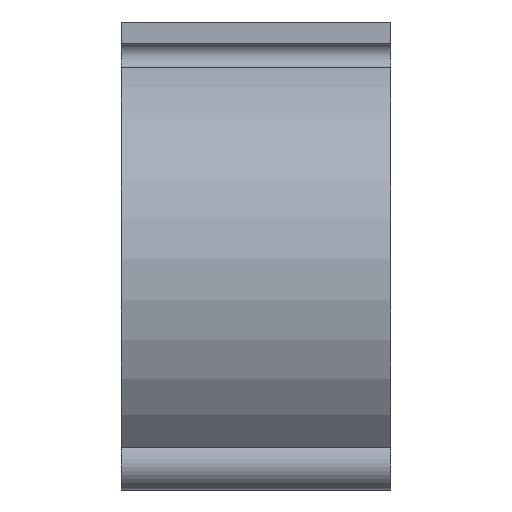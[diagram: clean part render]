
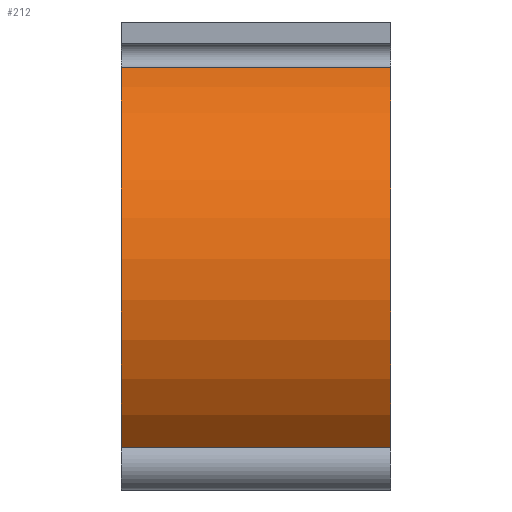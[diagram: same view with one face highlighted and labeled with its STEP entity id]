
A CAD part, front view. The second image highlights one B-rep face of the part: STEP entity #212.
In plain terms, the highlighted cylindrical face has radius 11.2 mm (diameter 22.4 mm), a partial arc.
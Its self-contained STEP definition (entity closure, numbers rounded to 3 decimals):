
#25=FACE_OUTER_BOUND('',#37,.T.);
#37=EDGE_LOOP('',(#160,#161,#162,#163));
#49=LINE('',#361,#65);
#50=LINE('',#367,#66);
#65=VECTOR('',#294,10.);
#66=VECTOR('',#301,10.);
#86=CIRCLE('',#249,11.2);
#87=CIRCLE('',#250,11.2);
#100=VERTEX_POINT('',#358);
#101=VERTEX_POINT('',#360);
#102=VERTEX_POINT('',#364);
#103=VERTEX_POINT('',#366);
#124=EDGE_CURVE('',#101,#100,#49,.T.);
#126=EDGE_CURVE('',#100,#102,#86,.T.);
#127=EDGE_CURVE('',#103,#102,#50,.T.);
#128=EDGE_CURVE('',#103,#101,#87,.T.);
#160=ORIENTED_EDGE('',*,*,#126,.T.);
#161=ORIENTED_EDGE('',*,*,#127,.F.);
#162=ORIENTED_EDGE('',*,*,#128,.T.);
#163=ORIENTED_EDGE('',*,*,#124,.T.);
#205=CYLINDRICAL_SURFACE('',#248,11.2);
#212=ADVANCED_FACE('',(#25),#205,.T.);
#248=AXIS2_PLACEMENT_3D('',#363,#297,#298);
#249=AXIS2_PLACEMENT_3D('',#365,#299,#300);
#250=AXIS2_PLACEMENT_3D('',#368,#302,#303);
#294=DIRECTION('',(1.,0.,0.));
#297=DIRECTION('center_axis',(1.,0.,0.));
#298=DIRECTION('ref_axis',(0.,-0.982,0.19));
#299=DIRECTION('center_axis',(-1.,0.,0.));
#300=DIRECTION('ref_axis',(0.,1.,0.));
#301=DIRECTION('',(1.,0.,0.));
#302=DIRECTION('center_axis',(1.,0.,0.));
#303=DIRECTION('ref_axis',(0.,1.,0.));
#358=CARTESIAN_POINT('',(6.383,-13.076,-22.617));
#360=CARTESIAN_POINT('',(-6.383,-13.076,-22.617));
#361=CARTESIAN_POINT('',(0.,-13.076,-22.617));
#363=CARTESIAN_POINT('Origin',(0.,-5.,-14.857));
#364=CARTESIAN_POINT('',(6.383,-9.603,-4.647));
#365=CARTESIAN_POINT('Origin',(6.383,-5.,-14.857));
#366=CARTESIAN_POINT('',(-6.383,-9.603,-4.647));
#367=CARTESIAN_POINT('',(0.,-9.603,-4.647));
#368=CARTESIAN_POINT('Origin',(-6.383,-5.,-14.857));
